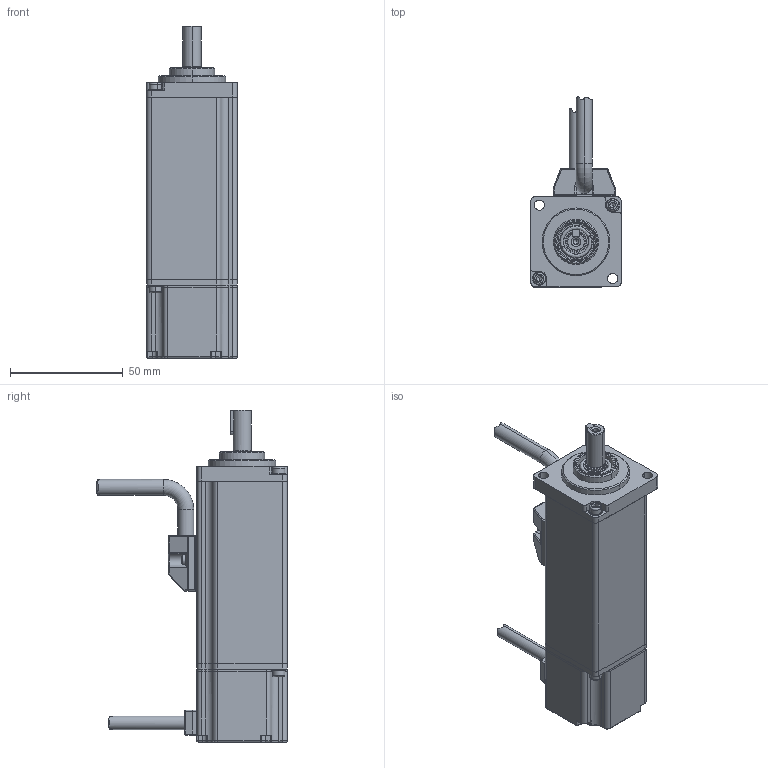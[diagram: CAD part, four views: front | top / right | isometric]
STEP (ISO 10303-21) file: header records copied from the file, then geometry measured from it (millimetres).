
FILE_DESCRIPTION (( 'STEP AP203' ), '1' );
FILE_NAME ('z40 100W brake.STEP', '2010-03-03T04:44:39', ( '' ), ( '' ), 'SwSTEP 2.0', 'SolidWorks 2011', '' );
FILE_SCHEMA (( 'CONFIG_CONTROL_DESIGN' ));
Length unit declared in the file: millimetre
Products named in the file (1): z40 100W brake
Bounding box: 40 x 84.36 x 147.1 mm (x, y, z)
Volume: 73384.4 mm3; surface area: 60676.9 mm2
Topology: 30 solids, 31 shells, 923 faces, 2260 edges, 1401 vertices
Faces by surface type: cylinder 424, plane 318, bspline 112, cone 67, torus 2
Entity records: 30416 total; most frequent: CARTESIAN_POINT 8576, DIRECTION 4683, ORIENTED_EDGE 4460, EDGE_CURVE 2230, AXIS2_PLACEMENT_3D 1803, VERTEX_POINT 1401, LINE 1077, VECTOR 1077
